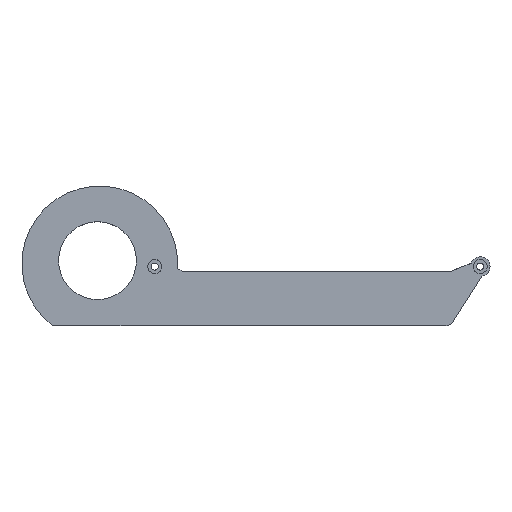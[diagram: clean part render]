
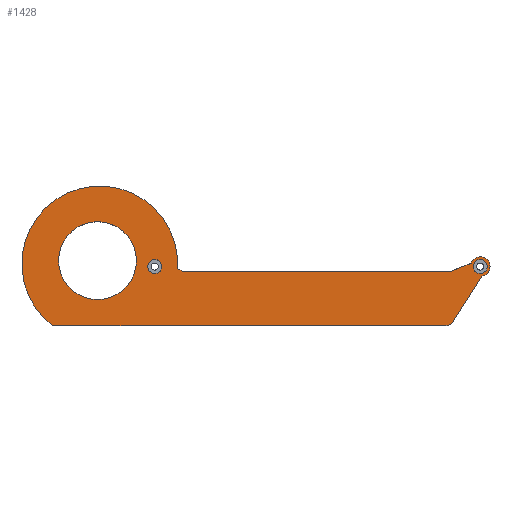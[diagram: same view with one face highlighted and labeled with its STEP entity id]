
A CAD part, top view. The second image highlights one B-rep face of the part: STEP entity #1428.
In plain terms, the highlighted planar face has unit normal (0, 0, 1).
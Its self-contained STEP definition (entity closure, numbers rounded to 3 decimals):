
#34=FACE_BOUND('',#181,.T.);
#35=FACE_BOUND('',#182,.T.);
#36=FACE_BOUND('',#183,.T.);
#48=PLANE('',#1514);
#98=FACE_OUTER_BOUND('',#180,.T.);
#180=EDGE_LOOP('',(#977,#978,#979,#980,#981,#982,#983,#984,#985,#986,#987,
#988));
#181=EDGE_LOOP('',(#989));
#182=EDGE_LOOP('',(#990));
#183=EDGE_LOOP('',(#991));
#277=LINE('',#2116,#413);
#278=LINE('',#2119,#414);
#279=LINE('',#2121,#415);
#280=LINE('',#2125,#416);
#281=LINE('',#2129,#417);
#282=LINE('',#2133,#418);
#283=LINE('',#2135,#419);
#284=LINE('',#2136,#420);
#413=VECTOR('',#1675,10.);
#414=VECTOR('',#1678,10.);
#415=VECTOR('',#1679,10.);
#416=VECTOR('',#1682,10.);
#417=VECTOR('',#1685,10.);
#418=VECTOR('',#1688,10.);
#419=VECTOR('',#1689,10.);
#420=VECTOR('',#1690,10.);
#545=CIRCLE('',#1511,36.);
#547=CIRCLE('',#1515,4.);
#548=CIRCLE('',#1516,4.5);
#549=CIRCLE('',#1517,3.);
#550=CIRCLE('',#1518,3.25);
#551=CIRCLE('',#1519,18.);
#552=CIRCLE('',#1520,3.25);
#614=VERTEX_POINT('',#2103);
#615=VERTEX_POINT('',#2104);
#619=VERTEX_POINT('',#2114);
#620=VERTEX_POINT('',#2118);
#621=VERTEX_POINT('',#2120);
#622=VERTEX_POINT('',#2122);
#623=VERTEX_POINT('',#2124);
#624=VERTEX_POINT('',#2126);
#625=VERTEX_POINT('',#2128);
#626=VERTEX_POINT('',#2130);
#627=VERTEX_POINT('',#2132);
#628=VERTEX_POINT('',#2134);
#629=VERTEX_POINT('',#2137);
#630=VERTEX_POINT('',#2139);
#631=VERTEX_POINT('',#2141);
#753=EDGE_CURVE('',#614,#615,#545,.F.);
#759=EDGE_CURVE('',#619,#615,#277,.T.);
#760=EDGE_CURVE('',#620,#619,#278,.T.);
#761=EDGE_CURVE('',#620,#621,#279,.T.);
#762=EDGE_CURVE('',#622,#621,#547,.T.);
#763=EDGE_CURVE('',#622,#623,#280,.T.);
#764=EDGE_CURVE('',#623,#624,#548,.F.);
#765=EDGE_CURVE('',#625,#624,#281,.T.);
#766=EDGE_CURVE('',#626,#625,#549,.T.);
#767=EDGE_CURVE('',#627,#626,#282,.T.);
#768=EDGE_CURVE('',#627,#628,#283,.T.);
#769=EDGE_CURVE('',#628,#614,#284,.T.);
#770=EDGE_CURVE('',#629,#629,#550,.T.);
#771=EDGE_CURVE('',#630,#630,#551,.T.);
#772=EDGE_CURVE('',#631,#631,#552,.T.);
#977=ORIENTED_EDGE('',*,*,#753,.T.);
#978=ORIENTED_EDGE('',*,*,#759,.F.);
#979=ORIENTED_EDGE('',*,*,#760,.F.);
#980=ORIENTED_EDGE('',*,*,#761,.T.);
#981=ORIENTED_EDGE('',*,*,#762,.F.);
#982=ORIENTED_EDGE('',*,*,#763,.T.);
#983=ORIENTED_EDGE('',*,*,#764,.T.);
#984=ORIENTED_EDGE('',*,*,#765,.F.);
#985=ORIENTED_EDGE('',*,*,#766,.F.);
#986=ORIENTED_EDGE('',*,*,#767,.F.);
#987=ORIENTED_EDGE('',*,*,#768,.T.);
#988=ORIENTED_EDGE('',*,*,#769,.T.);
#989=ORIENTED_EDGE('',*,*,#770,.T.);
#990=ORIENTED_EDGE('',*,*,#771,.T.);
#991=ORIENTED_EDGE('',*,*,#772,.T.);
#1428=ADVANCED_FACE('',(#98,#34,#35,#36),#48,.T.);
#1511=AXIS2_PLACEMENT_3D('',#2105,#1665,#1666);
#1514=AXIS2_PLACEMENT_3D('',#2117,#1676,#1677);
#1515=AXIS2_PLACEMENT_3D('',#2123,#1680,#1681);
#1516=AXIS2_PLACEMENT_3D('',#2127,#1683,#1684);
#1517=AXIS2_PLACEMENT_3D('',#2131,#1686,#1687);
#1518=AXIS2_PLACEMENT_3D('',#2138,#1691,#1692);
#1519=AXIS2_PLACEMENT_3D('',#2140,#1693,#1694);
#1520=AXIS2_PLACEMENT_3D('',#2142,#1695,#1696);
#1665=DIRECTION('center_axis',(0.,0.,
-1.));
#1666=DIRECTION('ref_axis',(-1.,0.,0.));
#1675=DIRECTION('',(-1.,-0.001,0.));
#1676=DIRECTION('center_axis',(0.,0.,
1.));
#1677=DIRECTION('ref_axis',(-1.,0.,0.));
#1678=DIRECTION('',(-1.,-0.001,0.));
#1679=DIRECTION('',(1.,0.,0.));
#1680=DIRECTION('center_axis',(0.,0.,
-1.));
#1681=DIRECTION('ref_axis',(0.481,-0.876,0.));
#1682=DIRECTION('',(0.536,0.844,0.));
#1683=DIRECTION('center_axis',(0.,0.,
-1.));
#1684=DIRECTION('ref_axis',(-1.,0.,0.));
#1685=DIRECTION('',(0.928,0.373,0.));
#1686=DIRECTION('center_axis',(0.,0.,
1.));
#1687=DIRECTION('ref_axis',(0.19,-0.982,0.));
#1688=DIRECTION('',(1.,0.,0.));
#1689=DIRECTION('',(0.,1.,0.));
#1690=DIRECTION('',(-0.917,0.4,0.));
#1691=DIRECTION('center_axis',(0.,0.,
-1.));
#1692=DIRECTION('ref_axis',(1.,0.,0.));
#1693=DIRECTION('center_axis',(0.,0.,
-1.));
#1694=DIRECTION('ref_axis',(-1.,0.,0.));
#1695=DIRECTION('center_axis',(0.,0.,
-1.));
#1696=DIRECTION('ref_axis',(1.,0.,0.));
#2103=CARTESIAN_POINT('',(-83.037,66.139,41.6));
#2104=CARTESIAN_POINT('',(-140.872,39.906,41.6));
#2105=CARTESIAN_POINT('Origin',(-118.961,68.471,41.6));
#2114=CARTESIAN_POINT('',(-96.069,39.962,41.6));
#2116=CARTESIAN_POINT('',(-96.069,39.962,41.6));
#2117=CARTESIAN_POINT('Origin',(56.93,67.25,41.6));
#2118=CARTESIAN_POINT('',(-74.784,39.974,41.6));
#2119=CARTESIAN_POINT('',(-74.784,39.974,41.6));
#2120=CARTESIAN_POINT('',(40.951,39.974,41.6));
#2121=CARTESIAN_POINT('',(-51.089,39.974,41.6));
#2122=CARTESIAN_POINT('',(44.327,41.829,41.6));
#2123=CARTESIAN_POINT('Origin',(40.951,43.974,41.6));
#2124=CARTESIAN_POINT('',(57.66,62.81,41.6));
#2125=CARTESIAN_POINT('',(43.149,39.974,41.6));
#2126=CARTESIAN_POINT('',(52.698,68.78,41.6));
#2127=CARTESIAN_POINT('Origin',(56.93,67.25,41.6));
#2128=CARTESIAN_POINT('',(43.687,65.156,41.6));
#2129=CARTESIAN_POINT('',(43.149,64.939,41.6));
#2130=CARTESIAN_POINT('',(42.568,64.939,41.6));
#2131=CARTESIAN_POINT('Origin',(42.568,67.939,41.6));
#2132=CARTESIAN_POINT('',(-80.29,64.939,41.6));
#2133=CARTESIAN_POINT('',(6.955,64.939,41.6));
#2134=CARTESIAN_POINT('',(-80.29,64.94,41.6));
#2135=CARTESIAN_POINT('',(-80.29,64.939,41.6));
#2136=CARTESIAN_POINT('',(-80.29,64.94,41.6));
#2137=CARTESIAN_POINT('',(53.68,67.25,41.6));
#2138=CARTESIAN_POINT('Origin',(56.93,67.25,41.6));
#2139=CARTESIAN_POINT('',(-101.999,69.985,41.6));
#2140=CARTESIAN_POINT('Origin',(-119.999,69.985,41.6));
#2141=CARTESIAN_POINT('',(-96.82,67.25,41.6));
#2142=CARTESIAN_POINT('Origin',(-93.57,67.25,41.6));
